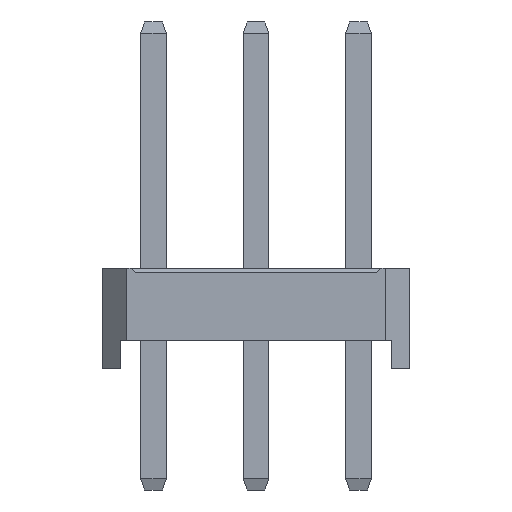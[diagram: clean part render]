
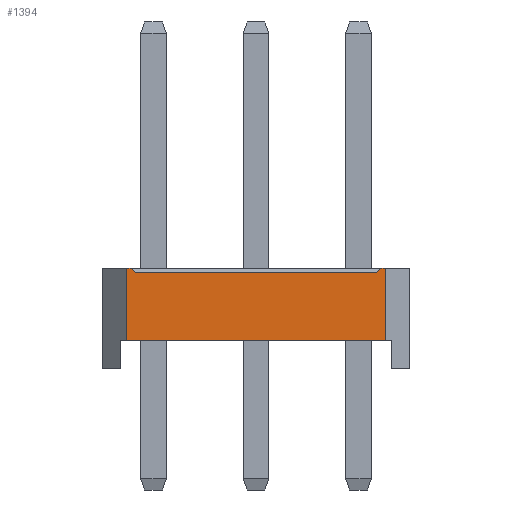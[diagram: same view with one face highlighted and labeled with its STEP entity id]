
A CAD part, left-side view. The second image highlights one B-rep face of the part: STEP entity #1394.
In plain terms, the highlighted planar face has unit normal (-1, 0, 0).
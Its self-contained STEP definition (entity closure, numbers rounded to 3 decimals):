
#1394=ADVANCED_FACE('',(#5602),#5604,.T.);
#5602=FACE_BOUND('',#5603,.T.);
#5603=EDGE_LOOP('',(#8869,#8870,#8871,#8872,#8873,#8874,#8875,#8876));
#5604=PLANE('',#5605);
#5605=AXIS2_PLACEMENT_3D('',#5606,#5607,#5608);
#5606=CARTESIAN_POINT('',(-1.27,5.75,0.));
#5607=DIRECTION('',(-1.,0.,0.));
#5608=DIRECTION('',(0.,-1.,0.));
#8869=ORIENTED_EDGE('',*,*,#10878,.F.);
#8870=ORIENTED_EDGE('',*,*,#10879,.T.);
#8871=ORIENTED_EDGE('',*,*,#10880,.F.);
#8872=ORIENTED_EDGE('',*,*,#10444,.F.);
#8873=ORIENTED_EDGE('',*,*,#10881,.F.);
#8874=ORIENTED_EDGE('',*,*,#10296,.T.);
#8875=ORIENTED_EDGE('',*,*,#10877,.T.);
#8876=ORIENTED_EDGE('',*,*,#10448,.F.);
#10296=EDGE_CURVE('',#11452,#11450,#11453,.T.);
#10444=EDGE_CURVE('',#11746,#11748,#11749,.T.);
#10448=EDGE_CURVE('',#11754,#11756,#11757,.T.);
#10877=EDGE_CURVE('',#11450,#11756,#12465,.T.);
#10878=EDGE_CURVE('',#12466,#11754,#12467,.F.);
#10879=EDGE_CURVE('',#12466,#12468,#12469,.T.);
#10880=EDGE_CURVE('',#11748,#12468,#12470,.F.);
#10881=EDGE_CURVE('',#11452,#11746,#12471,.T.);
#11450=VERTEX_POINT('',#13318);
#11452=VERTEX_POINT('',#13322);
#11453=LINE('',#13323,#13324);
#11746=VERTEX_POINT('',#13910);
#11748=VERTEX_POINT('',#13914);
#11749=LINE('',#13915,#13916);
#11754=VERTEX_POINT('',#13926);
#11756=VERTEX_POINT('',#13930);
#11757=LINE('',#13931,#13932);
#12465=LINE('',#15497,#15498);
#12466=VERTEX_POINT('',#15500);
#12467=LINE('',#15501,#15502);
#12468=VERTEX_POINT('',#15504);
#12469=LINE('',#15505,#15506);
#12470=LINE('',#15508,#15509);
#12471=LINE('',#15511,#15512);
#13318=CARTESIAN_POINT('',(-1.27,-0.67,0.7));
#13322=CARTESIAN_POINT('',(-1.27,5.75,0.7));
#13323=CARTESIAN_POINT('',(-1.27,5.75,0.7));
#13324=VECTOR('',#13325,1.);
#13325=DIRECTION('',(0.,-1.,0.));
#13910=CARTESIAN_POINT('',(-1.27,5.75,2.5));
#13914=CARTESIAN_POINT('',(-1.27,5.63,2.5));
#13915=CARTESIAN_POINT('',(-1.27,5.75,2.5));
#13916=VECTOR('',#13917,1.);
#13917=DIRECTION('',(0.,-1.,0.));
#13926=CARTESIAN_POINT('',(-1.27,-0.55,2.5));
#13930=CARTESIAN_POINT('',(-1.27,-0.67,2.5));
#13931=CARTESIAN_POINT('',(-1.27,-0.55,2.5));
#13932=VECTOR('',#13933,1.);
#13933=DIRECTION('',(0.,-1.,0.));
#15497=CARTESIAN_POINT('',(-1.27,-0.67,0.7));
#15498=VECTOR('',#15499,1.);
#15499=DIRECTION('',(0.,0.,1.));
#15500=CARTESIAN_POINT('',(-1.27,-0.45,2.4));
#15501=CARTESIAN_POINT('',(-1.27,-0.55,2.5));
#15502=VECTOR('',#15503,1.);
#15503=DIRECTION('',(0.,0.707,-0.707));
#15504=CARTESIAN_POINT('',(-1.27,5.53,2.4));
#15505=CARTESIAN_POINT('',(-1.27,-0.45,2.4));
#15506=VECTOR('',#15507,1.);
#15507=DIRECTION('',(0.,1.,0.));
#15508=CARTESIAN_POINT('',(-1.27,5.53,2.4));
#15509=VECTOR('',#15510,1.);
#15510=DIRECTION('',(0.,0.707,0.707));
#15511=CARTESIAN_POINT('',(-1.27,5.75,0.7));
#15512=VECTOR('',#15513,1.);
#15513=DIRECTION('',(0.,0.,1.));
